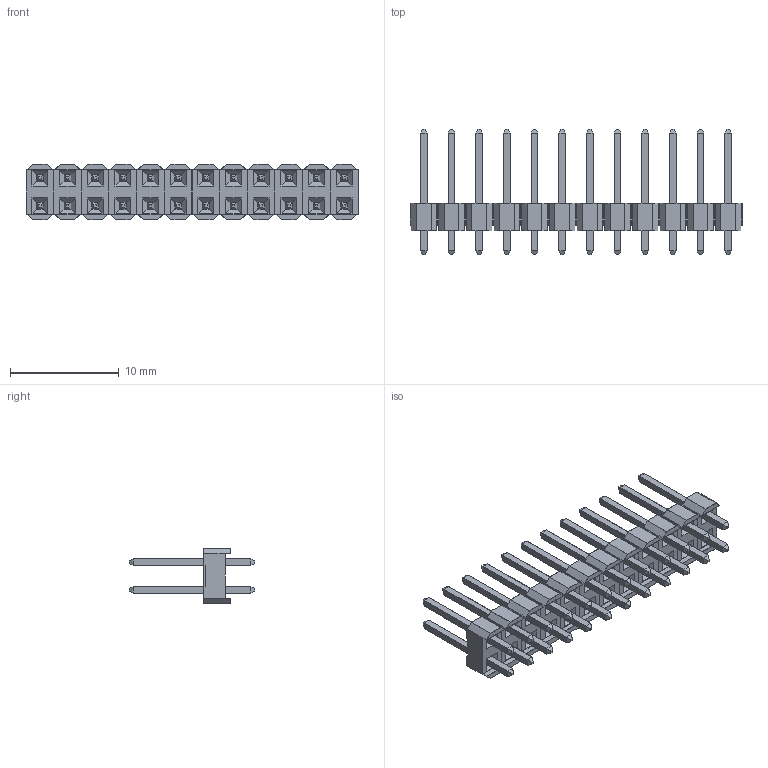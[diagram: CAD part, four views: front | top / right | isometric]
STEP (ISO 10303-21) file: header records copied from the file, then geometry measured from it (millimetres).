
FILE_DESCRIPTION (( 'STEP AP214' ), '1' );
FILE_NAME ('header-2.54-2x12.STEP', '2021-07-10T12:41:10', ( '' ), ( '' ), 'SwSTEP 2.0', 'SolidWorks 2021', '' );
FILE_SCHEMA (( 'AUTOMOTIVE_DESIGN' ));
Length unit declared in the file: millimetre
Products named in the file (3): header-2.54-body2_默认; header-2.54-2x12; header-2.54-pin_默认
Assembly tree (36 placements, depth 2):
  header-2.54-2x12
    header-2.54-body2_默认  x12
    header-2.54-pin_默认  x24
Bounding box: 30.48 x 11.5 x 5.08 mm (x, y, z)
Volume: 386.6 mm3; surface area: 1482.7 mm2
Topology: 36 solids, 36 shells, 2040 faces, 4776 edges, 2784 vertices
Faces by surface type: cylinder 864, plane 840, sphere 288, torus 48
Entity records: 3954 total; most frequent: CARTESIAN_POINT 739, DIRECTION 678, ORIENTED_EDGE 600, EDGE_CURVE 300, AXIS2_PLACEMENT_3D 243, VECTOR 192, LINE 192, VERTEX_POINT 176
